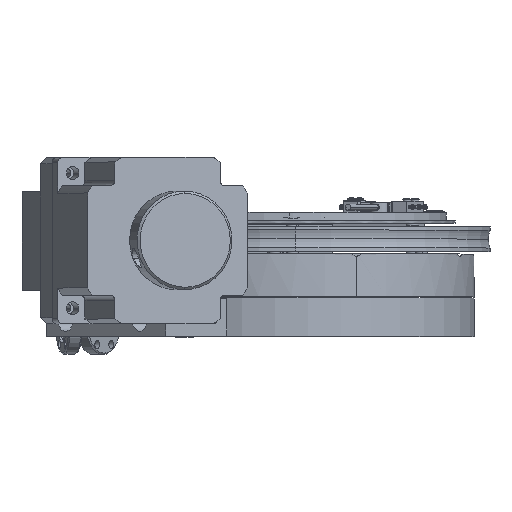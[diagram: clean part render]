
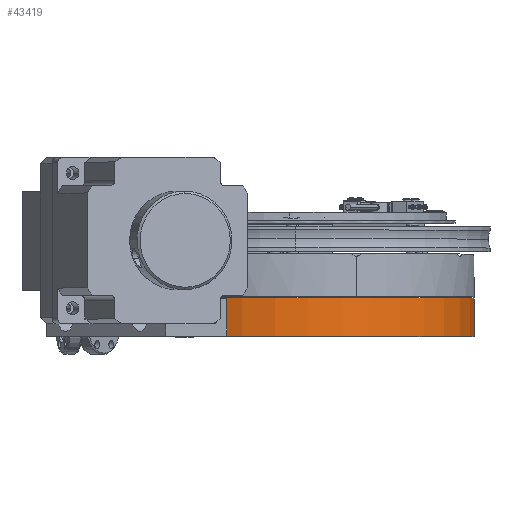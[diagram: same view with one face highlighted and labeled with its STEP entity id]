
A CAD part, top view. The second image highlights one B-rep face of the part: STEP entity #43419.
In plain terms, the highlighted cylindrical face has radius 98.425 mm (diameter 196.85 mm), a partial arc.
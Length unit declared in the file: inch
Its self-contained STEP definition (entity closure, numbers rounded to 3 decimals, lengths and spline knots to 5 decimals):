
#527 = LINE ( 'NONE', #69524, #534 ) ;
#534 = VECTOR ( 'NONE', #69525, 39.37008 ) ;
#539 = CIRCLE ( 'NONE', #14382, 3.875 ) ;
#552 = CIRCLE ( 'NONE', #14385, 3.875 ) ;
#675 = LINE ( 'NONE', #19869, #676 ) ;
#676 = VECTOR ( 'NONE', #19870, 39.37008 ) ;
#5638 = ORIENTED_EDGE ( 'NONE', *, *, #58628, .F. ) ;
#5679 = ORIENTED_EDGE ( 'NONE', *, *, #58714, .T. ) ;
#14382 = AXIS2_PLACEMENT_3D ( 'NONE', #69516, #69527, #69528 ) ;
#14385 = AXIS2_PLACEMENT_3D ( 'NONE', #19650, #19651, #19652 ) ;
#19650 = CARTESIAN_POINT ( 'NONE',  ( 0., -0.514, 0. ) ) ;
#19651 = DIRECTION ( 'NONE',  ( 0., 1., 0. ) ) ;
#19652 = DIRECTION ( 'NONE',  ( -0.383, 0., 0.924 ) ) ;
#19869 = CARTESIAN_POINT ( 'NONE',  ( 1.4829, -1.294, -3.58003 ) ) ;
#19870 = DIRECTION ( 'NONE',  ( 0., 1., 0. ) ) ;
#41095 = VERTEX_POINT ( 'NONE', #49824 ) ;
#41150 = VERTEX_POINT ( 'NONE', #49867 ) ;
#41407 = VERTEX_POINT ( 'NONE', #50047 ) ;
#42144 = VERTEX_POINT ( 'NONE', #50584 ) ;
#43419 = ADVANCED_FACE ( 'NONE', ( #46912 ), #46915, .T. ) ;
#46770 = DIRECTION ( 'NONE',  ( -0.383, 0., 0.924 ) ) ;
#46771 = DIRECTION ( 'NONE',  ( 0., 1., 0. ) ) ;
#46790 = CARTESIAN_POINT ( 'NONE',  ( 0., -1.294, 0. ) ) ;
#46912 = FACE_OUTER_BOUND ( 'NONE', #51908, .T. ) ;
#46915 = CYLINDRICAL_SURFACE ( 'NONE', #48764, 3.875 ) ;
#48764 = AXIS2_PLACEMENT_3D ( 'NONE', #46790, #46771, #46770 ) ;
#49824 = CARTESIAN_POINT ( 'NONE',  ( 1.4829, -0.514, -3.58003 ) ) ;
#49867 = CARTESIAN_POINT ( 'NONE',  ( -1.4829, -0.514, 3.58003 ) ) ;
#50047 = CARTESIAN_POINT ( 'NONE',  ( 1.4829, -1.294, -3.58003 ) ) ;
#50584 = CARTESIAN_POINT ( 'NONE',  ( -1.4829, -1.294, 3.58003 ) ) ;
#51908 = EDGE_LOOP ( 'NONE', ( #59769, #5679, #5638, #59757 ) ) ;
#58619 = EDGE_CURVE ( 'NONE', #42144, #41150, #527, .T. ) ;
#58620 = EDGE_CURVE ( 'NONE', #42144, #41407, #539, .T. ) ;
#58628 = EDGE_CURVE ( 'NONE', #41150, #41095, #552, .T. ) ;
#58714 = EDGE_CURVE ( 'NONE', #41407, #41095, #675, .T. ) ;
#59757 = ORIENTED_EDGE ( 'NONE', *, *, #58619, .F. ) ;
#59769 = ORIENTED_EDGE ( 'NONE', *, *, #58620, .T. ) ;
#69516 = CARTESIAN_POINT ( 'NONE',  ( 0., -1.294, 0. ) ) ;
#69524 = CARTESIAN_POINT ( 'NONE',  ( -1.4829, -1.294, 3.58003 ) ) ;
#69525 = DIRECTION ( 'NONE',  ( 0., 1., 0. ) ) ;
#69527 = DIRECTION ( 'NONE',  ( 0., 1., 0. ) ) ;
#69528 = DIRECTION ( 'NONE',  ( -0.383, 0., 0.924 ) ) ;
